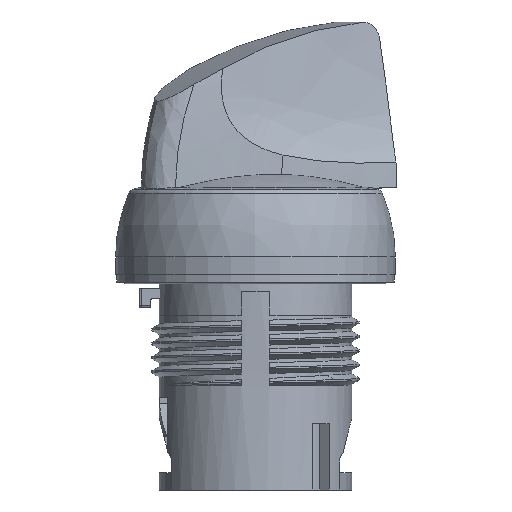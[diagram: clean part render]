
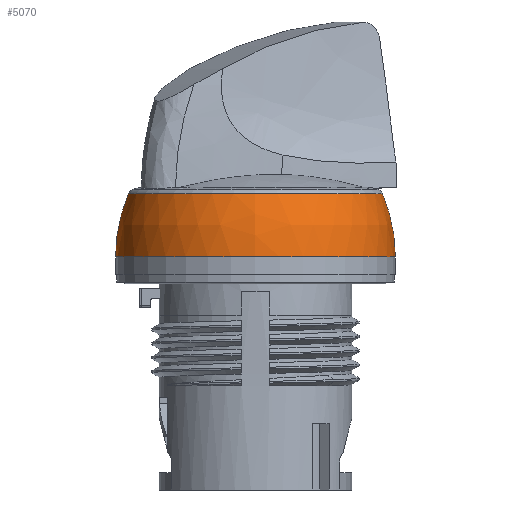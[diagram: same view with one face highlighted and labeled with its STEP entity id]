
A CAD part, left-side view. The second image highlights one B-rep face of the part: STEP entity #5070.
In plain terms, the highlighted free-form (B-spline) face has degree [3, 3] with [7, 4] control points.
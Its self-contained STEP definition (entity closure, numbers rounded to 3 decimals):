
#2=CARTESIAN_POINT('',(0.,-2.2,2.661));
#3=DIRECTION('',(-1.,0.,0.));
#4=DIRECTION('',(0.,0.919,0.394));
#5=AXIS2_PLACEMENT_3D('',#2,#3,#4);
#12=CARTESIAN_POINT('',(0.,2.2,2.661));
#13=DIRECTION('',(1.,0.,0.));
#14=DIRECTION('',(0.,-0.919,0.394));
#15=AXIS2_PLACEMENT_3D('',#12,#13,#14);
#32=CARTESIAN_POINT('',(0.,0.,9.365));
#33=DIRECTION('',(0.,0.,-1.));
#34=DIRECTION('',(0.,-1.,0.));
#35=AXIS2_PLACEMENT_3D('',#32,#33,#34);
#47=CARTESIAN_POINT('',(0.,0.,2.661));
#48=DIRECTION('',(0.,0.,1.));
#49=DIRECTION('',(0.,1.,0.));
#50=AXIS2_PLACEMENT_3D('',#47,#48,#49);
#4869=CARTESIAN_POINT('',(0.,-13.422,
9.365));
#4870=CARTESIAN_POINT('',(0.,13.422,9.365));
#4871=VERTEX_POINT('',#4869);
#4872=VERTEX_POINT('',#4870);
#4877=CARTESIAN_POINT('',(0.,14.8,2.661));
#4878=VERTEX_POINT('',#4877);
#4879=CARTESIAN_POINT('',(0.,-14.8,2.661));
#4880=VERTEX_POINT('',#4879);
#5034=CARTESIAN_POINT('',(0.929,14.77,2.523));
#5035=CARTESIAN_POINT('',(0.93,14.79,4.93));
#5036=CARTESIAN_POINT('',(0.9,14.306,7.288));
#5037=CARTESIAN_POINT('',(0.839,13.341,9.492));
#5038=CARTESIAN_POINT('',(-8.16,15.342,2.523));
#5039=CARTESIAN_POINT('',(-8.171,15.362,4.93));
#5040=CARTESIAN_POINT('',(-7.904,14.86,7.288));
#5041=CARTESIAN_POINT('',(-7.371,13.857,9.492));
#5042=CARTESIAN_POINT('',(-14.799,9.108,2.523));
#5043=CARTESIAN_POINT('',(-14.819,9.12,4.93));
#5044=CARTESIAN_POINT('',(-14.334,8.821,7.288));
#5045=CARTESIAN_POINT('',(-13.367,8.226,9.492));
#5046=CARTESIAN_POINT('',(-14.799,0.,2.523));
#5047=CARTESIAN_POINT('',(-14.819,0.,4.93));
#5048=CARTESIAN_POINT('',(-14.334,0.,7.288));
#5049=CARTESIAN_POINT('',(-13.367,0.,9.492));
#5050=CARTESIAN_POINT('',(-14.799,-9.108,
2.523));
#5051=CARTESIAN_POINT('',(-14.819,-9.12,
4.93));
#5052=CARTESIAN_POINT('',(-14.334,-8.821,
7.288));
#5053=CARTESIAN_POINT('',(-13.367,-8.226,
9.492));
#5054=CARTESIAN_POINT('',(-8.16,-15.342,
2.523));
#5055=CARTESIAN_POINT('',(-8.171,-15.362,
4.93));
#5056=CARTESIAN_POINT('',(-7.904,-14.86,
7.288));
#5057=CARTESIAN_POINT('',(-7.371,-13.857,
9.492));
#5058=CARTESIAN_POINT('',(0.929,-14.77,
2.523));
#5059=CARTESIAN_POINT('',(0.93,-14.79,
4.93));
#5060=CARTESIAN_POINT('',(0.9,-14.306,
7.288));
#5061=CARTESIAN_POINT('',(0.839,-13.341,
9.492));
#5062=(BOUNDED_SURFACE()B_SPLINE_SURFACE(3,3,((#5034,#5035,#5036,#5037),(#5038,
#5039,#5040,#5041),(#5042,#5043,#5044,#5045),(#5046,#5047,#5048,#5049),(#5050,
#5051,#5052,#5053),(#5054,#5055,#5056,#5057),(#5058,#5059,#5060,#5061)),
.UNSPECIFIED.,.F.,.F.,.F.)B_SPLINE_SURFACE_WITH_KNOTS((4,3,4),(4,4),(0.,1.,
2.),(0.,1.),.UNSPECIFIED.)GEOMETRIC_REPRESENTATION_ITEM()RATIONAL_B_SPLINE_SURFACE(((1.201,1.183,1.183,1.201),(
0.948,0.934,0.934,0.948),(
0.948,0.934,0.934,0.948),(
1.201,1.183,1.183,1.201),(
0.948,0.934,0.934,0.948),(
0.948,0.934,0.934,0.948),(
1.201,1.183,1.183,1.201)))REPRESENTATION_ITEM('')SURFACE());
#5063=ORIENTED_EDGE('',*,*,#5025,.F.);
#5064=ORIENTED_EDGE('',*,*,#5000,.T.);
#5066=ORIENTED_EDGE('',*,*,#5065,.F.);
#5067=ORIENTED_EDGE('',*,*,#4997,.F.);
#5068=EDGE_LOOP('',(#5063,#5064,#5066,#5067));
#5069=FACE_OUTER_BOUND('',#5068,.F.);
#5070=ADVANCED_FACE('',(#5069),#5062,.T.);
#6=CIRCLE('',#5,17.);
#16=CIRCLE('',#15,17.);
#36=CIRCLE('',#35,13.422);
#51=CIRCLE('',#50,14.8);
#4997=EDGE_CURVE('',#4872,#4878,#6,.T.);
#5000=EDGE_CURVE('',#4871,#4880,#16,.T.);
#5025=EDGE_CURVE('',#4871,#4872,#36,.T.);
#5065=EDGE_CURVE('',#4878,#4880,#51,.T.);
